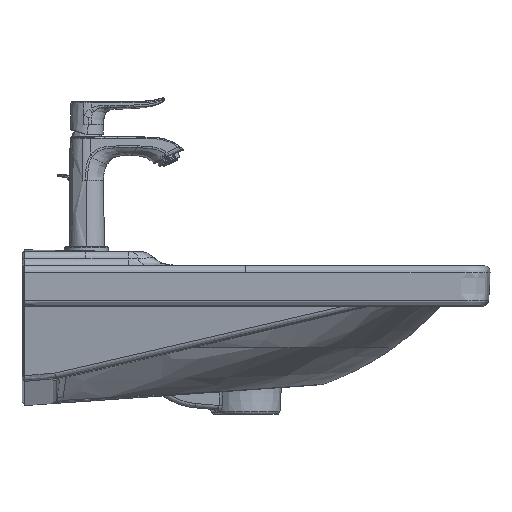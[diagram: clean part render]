
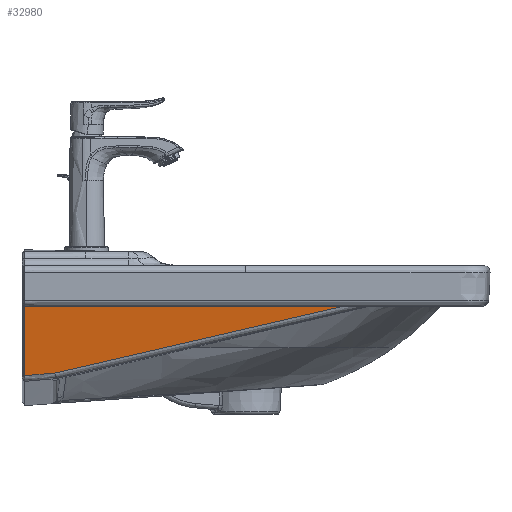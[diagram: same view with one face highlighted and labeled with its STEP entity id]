
A CAD part, front view. The second image highlights one B-rep face of the part: STEP entity #32980.
In plain terms, the highlighted planar face has unit normal (0.012, -0.99, -0.139).
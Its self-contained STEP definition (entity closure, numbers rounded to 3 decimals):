
#14981=CARTESIAN_POINT('',(1.2,-696.107,-58.037));
#14982=VERTEX_POINT('',#14981);
#15012=CARTESIAN_POINT('',(1.2,-685.806,-131.333));
#15013=VERTEX_POINT('',#15012);
#15020=CARTESIAN_POINT('',(1.2,-696.107,-58.037));
#15021=DIRECTION('',(0.,0.139,-0.99));
#15022=VECTOR('',#15021,74.016);
#15023=LINE('',#15020,#15022);
#15024=EDGE_CURVE('',#14982,#15013,#15023,.T.);
#32936=CARTESIAN_POINT('',(337.826,-691.968,-58.037));
#32937=VERTEX_POINT('',#32936);
#32938=CARTESIAN_POINT('',(1.2,-696.107,-58.037));
#32939=DIRECTION('',(1.,0.012,0.));
#32940=VECTOR('',#32939,336.652);
#32941=LINE('',#32938,#32940);
#32942=EDGE_CURVE('',#32937,#14982,#32941,.F.);
#32956=CARTESIAN_POINT('',(0.0,-699.564,-33.542));
#32957=DIRECTION('',(-0.012,0.99,0.139));
#32958=DIRECTION('',(0.0,-0.139,0.99));
#32959=AXIS2_PLACEMENT_3D('',#32956,#32957,#32958);
#32960=PLANE('',#32959);
#32961=ORIENTED_EDGE('',*,*,#15024,.T.);
#32962=CARTESIAN_POINT('',(33.856,-685.806,-128.476));
#32963=VERTEX_POINT('',#32962);
#32964=CARTESIAN_POINT('',(1.2,-685.806,-131.333));
#32965=DIRECTION('',(0.996,0.,0.087));
#32966=VECTOR('',#32965,32.781);
#32967=LINE('',#32964,#32966);
#32968=EDGE_CURVE('',#15013,#32963,#32967,.T.);
#32969=ORIENTED_EDGE('',*,*,#32968,.T.);
#32970=CARTESIAN_POINT('',(33.856,-685.806,-128.476));
#32971=CARTESIAN_POINT('',(135.105,-687.861,-104.998));
#32972=CARTESIAN_POINT('',(236.46,-689.915,-81.513));
#32973=CARTESIAN_POINT('',(337.826,-691.968,-58.037));
#32974=B_SPLINE_CURVE_WITH_KNOTS('',3,(#32970,#32971,#32972,#32973),.UNSPECIFIED.,.F.,.U.,(4,4),(163.822,606.854),.UNSPECIFIED.);
#32975=EDGE_CURVE('',#32963,#32937,#32974,.T.);
#32976=ORIENTED_EDGE('',*,*,#32975,.T.);
#32977=ORIENTED_EDGE('',*,*,#32942,.T.);
#32978=EDGE_LOOP('',(#32961,#32969,#32976,#32977));
#32979=FACE_OUTER_BOUND('',#32978,.T.);
#32980=ADVANCED_FACE('',(#32979),#32960,.F.);
